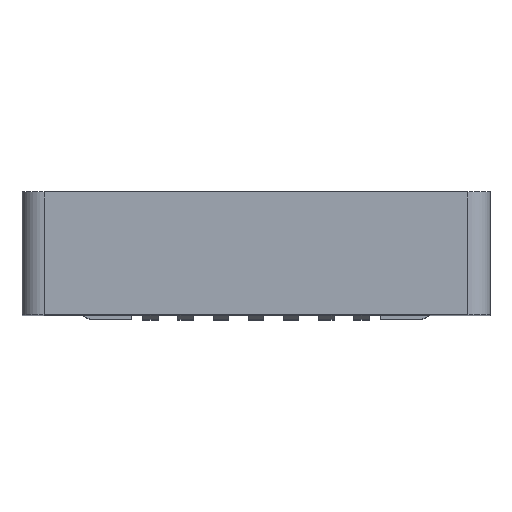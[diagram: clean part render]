
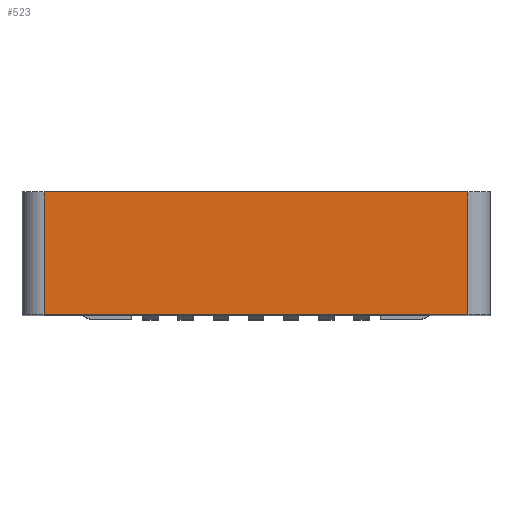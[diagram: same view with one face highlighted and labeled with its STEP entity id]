
A CAD part, top view. The second image highlights one B-rep face of the part: STEP entity #523.
In plain terms, the highlighted planar face has unit normal (0, 0, 1).
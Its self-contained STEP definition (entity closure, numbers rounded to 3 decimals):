
#523=ADVANCED_FACE('',(#5711),#5713,.T.);
#5711=FACE_BOUND('',#5712,.T.);
#5712=EDGE_LOOP('',(#9939,#9940,#9941,#9942));
#5713=PLANE('',#5714);
#5714=AXIS2_PLACEMENT_3D('',#5715,#5716,#5717);
#5715=CARTESIAN_POINT('',(-7.65,0.,8.45));
#5716=DIRECTION('',(0.,0.,1.));
#5717=DIRECTION('',(1.,0.,0.));
#9939=ORIENTED_EDGE('',*,*,#13095,.T.);
#9940=ORIENTED_EDGE('',*,*,#13096,.F.);
#9941=ORIENTED_EDGE('',*,*,#13097,.F.);
#9942=ORIENTED_EDGE('',*,*,#12837,.T.);
#12837=EDGE_CURVE('',#14532,#14530,#14533,.T.);
#13095=EDGE_CURVE('',#14530,#15015,#15017,.T.);
#13096=EDGE_CURVE('',#15018,#15015,#15019,.T.);
#13097=EDGE_CURVE('',#14532,#15018,#15020,.T.);
#14530=VERTEX_POINT('',#17398);
#14532=VERTEX_POINT('',#17403);
#14533=LINE('',#17404,#17405);
#15015=VERTEX_POINT('',#18402);
#15017=LINE('',#18407,#18408);
#15018=VERTEX_POINT('',#18410);
#15019=LINE('',#18411,#18412);
#15020=LINE('',#18414,#18415);
#17398=CARTESIAN_POINT('',(7.65,0.,8.45));
#17403=CARTESIAN_POINT('',(-7.65,0.,8.45));
#17404=CARTESIAN_POINT('',(-7.65,0.,8.45));
#17405=VECTOR('',#17406,1.);
#17406=DIRECTION('',(1.,0.,0.));
#18402=CARTESIAN_POINT('',(7.65,4.44,8.45));
#18407=CARTESIAN_POINT('',(7.65,0.,8.45));
#18408=VECTOR('',#18409,1.);
#18409=DIRECTION('',(0.,1.,0.));
#18410=CARTESIAN_POINT('',(-7.65,4.44,8.45));
#18411=CARTESIAN_POINT('',(-7.65,4.44,8.45));
#18412=VECTOR('',#18413,1.);
#18413=DIRECTION('',(1.,0.,0.));
#18414=CARTESIAN_POINT('',(-7.65,0.,8.45));
#18415=VECTOR('',#18416,1.);
#18416=DIRECTION('',(0.,1.,0.));
